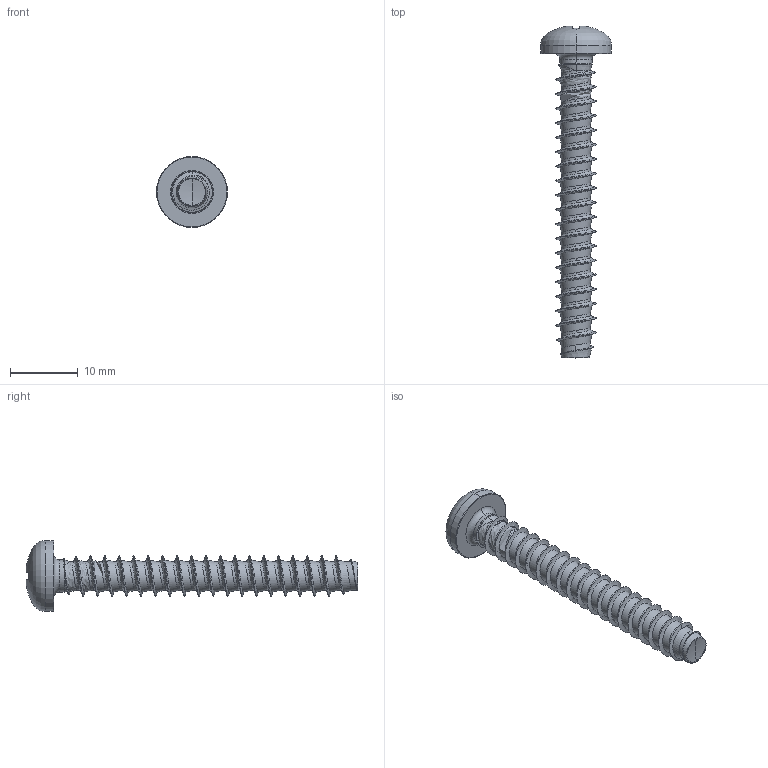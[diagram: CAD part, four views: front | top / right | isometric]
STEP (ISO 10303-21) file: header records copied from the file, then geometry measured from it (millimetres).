
FILE_DESCRIPTION (( 'STEP AP203' ), '1' );
FILE_NAME ('STP320600450.STEP', '2017-08-15T14:56:09', ( '' ), ( '' ), 'SwSTEP 2.0', 'SolidWorks 2015', '' );
FILE_SCHEMA (( 'CONFIG_CONTROL_DESIGN' ));
Length unit declared in the file: millimetre
Products named in the file (1): STP320600450
Bounding box: 10.5 x 49.12 x 10.5 mm (x, y, z)
Volume: 1015.8 mm3; surface area: 1277.9 mm2
Topology: 1 solids, 1 shells, 204 faces, 482 edges, 280 vertices
Faces by surface type: cylinder 66, bspline 51, torus 28, sphere 28, plane 22, cone 9
Entity records: 38197 total; most frequent: CARTESIAN_POINT 33950, ORIENTED_EDGE 960, DIRECTION 785, EDGE_CURVE 480, AXIS2_PLACEMENT_3D 343, VERTEX_POINT 280, EDGE_LOOP 206, ADVANCED_FACE 204
